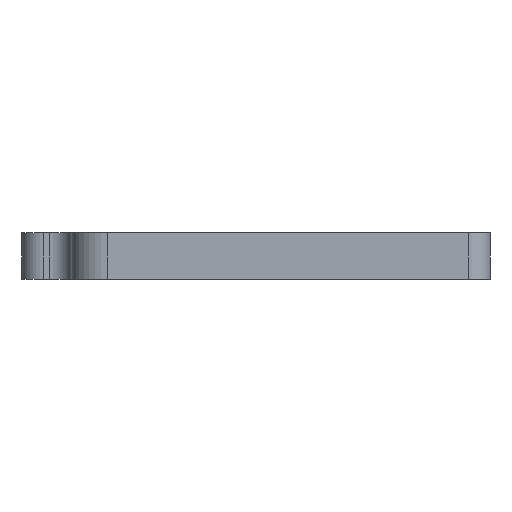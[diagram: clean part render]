
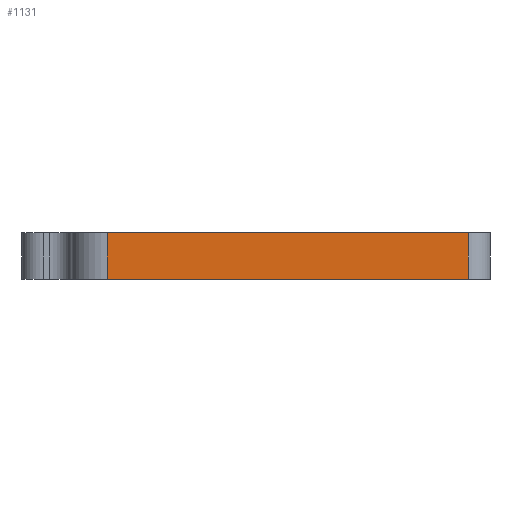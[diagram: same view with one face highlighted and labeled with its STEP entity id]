
A CAD part, front view. The second image highlights one B-rep face of the part: STEP entity #1131.
In plain terms, the highlighted planar face has unit normal (0, -1, 0).
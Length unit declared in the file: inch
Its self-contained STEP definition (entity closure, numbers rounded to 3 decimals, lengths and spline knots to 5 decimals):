
#63=PLANE('',#1242);
#105=FACE_OUTER_BOUND('',#166,.T.);
#166=EDGE_LOOP('',(#854,#855,#856,#857));
#284=LINE('',#1834,#369);
#285=LINE('',#1837,#370);
#286=LINE('',#1839,#371);
#287=LINE('',#1840,#372);
#369=VECTOR('',#1484,0.3937);
#370=VECTOR('',#1487,0.3937);
#371=VECTOR('',#1488,0.3937);
#372=VECTOR('',#1489,0.3937);
#538=VERTEX_POINT('',#1828);
#540=VERTEX_POINT('',#1832);
#541=VERTEX_POINT('',#1836);
#542=VERTEX_POINT('',#1838);
#670=EDGE_CURVE('',#540,#538,#284,.T.);
#671=EDGE_CURVE('',#538,#541,#285,.T.);
#672=EDGE_CURVE('',#542,#540,#286,.T.);
#673=EDGE_CURVE('',#542,#541,#287,.T.);
#854=ORIENTED_EDGE('',*,*,#671,.F.);
#855=ORIENTED_EDGE('',*,*,#670,.F.);
#856=ORIENTED_EDGE('',*,*,#672,.F.);
#857=ORIENTED_EDGE('',*,*,#673,.T.);
#1131=ADVANCED_FACE('',(#105),#63,.T.);
#1242=AXIS2_PLACEMENT_3D('',#1835,#1485,#1486);
#1484=DIRECTION('',(0.,0.,-1.));
#1485=DIRECTION('center_axis',(0.,-1.,0.));
#1486=DIRECTION('ref_axis',(-1.,0.,0.));
#1487=DIRECTION('',(-1.,0.,0.));
#1488=DIRECTION('',(1.,0.,0.));
#1489=DIRECTION('',(0.,0.,-1.));
#1828=CARTESIAN_POINT('',(4.71806,1.16011,0.25));
#1832=CARTESIAN_POINT('',(4.71806,1.16011,0.5));
#1834=CARTESIAN_POINT('',(4.71806,1.16011,0.375));
#1835=CARTESIAN_POINT('Origin',(4.61842,1.16011,0.5));
#1836=CARTESIAN_POINT('',(2.77535,1.16011,0.25));
#1837=CARTESIAN_POINT('',(4.83617,1.16011,0.25));
#1838=CARTESIAN_POINT('',(2.77535,1.16011,0.5));
#1839=CARTESIAN_POINT('',(2.77535,1.16011,0.5));
#1840=CARTESIAN_POINT('',(2.77535,1.16011,0.5));
